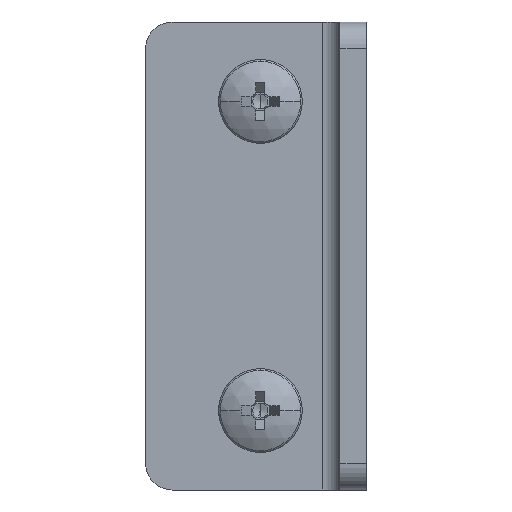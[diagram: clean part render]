
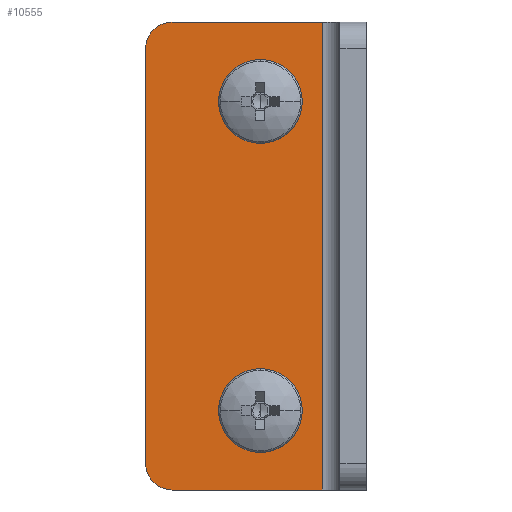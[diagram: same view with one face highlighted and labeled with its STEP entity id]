
A CAD part, left-side view. The second image highlights one B-rep face of the part: STEP entity #10555.
In plain terms, the highlighted face is planar.
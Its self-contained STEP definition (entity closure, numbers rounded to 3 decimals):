
#117 = CARTESIAN_POINT ( 'NONE',  ( 4.97, 3., -26.5 ) ) ;
#178 = DIRECTION ( 'NONE',  ( 0., 0., 1. ) ) ;
#600 = EDGE_CURVE ( 'NONE', #10936, #707, #2889, .T. ) ;
#646 = CARTESIAN_POINT ( 'NONE',  ( 22., 3., -26.5 ) ) ;
#707 = VERTEX_POINT ( 'NONE', #117 ) ;
#754 = CIRCLE ( 'NONE', #4100, 3. ) ;
#790 = DIRECTION ( 'NONE',  ( 1., 0., 0. ) ) ;
#801 = AXIS2_PLACEMENT_3D ( 'NONE', #8985, #2221, #4847 ) ;
#855 = VERTEX_POINT ( 'NONE', #7637 ) ;
#1230 = DIRECTION ( 'NONE',  ( 0., 0., 1. ) ) ;
#1336 = CARTESIAN_POINT ( 'NONE',  ( 22., 3., 26.5 ) ) ;
#1426 = EDGE_CURVE ( 'NONE', #10936, #10928, #8561, .T. ) ;
#1668 = AXIS2_PLACEMENT_3D ( 'NONE', #7167, #2997, #6392 ) ;
#1789 = CARTESIAN_POINT ( 'NONE',  ( 12., 3., 20.5 ) ) ;
#2053 = ORIENTED_EDGE ( 'NONE', *, *, #4643, .F. ) ;
#2115 = CARTESIAN_POINT ( 'NONE',  ( 4.97, 3., 26.5 ) ) ;
#2117 = VERTEX_POINT ( 'NONE', #7805 ) ;
#2221 = DIRECTION ( 'NONE',  ( 0., 1., 0. ) ) ;
#2236 = EDGE_CURVE ( 'NONE', #9588, #855, #754, .T. ) ;
#2297 = VERTEX_POINT ( 'NONE', #4683 ) ;
#2328 = DIRECTION ( 'NONE',  ( 0., 0., 1. ) ) ;
#2344 = ORIENTED_EDGE ( 'NONE', *, *, #2236, .F. ) ;
#2500 = ORIENTED_EDGE ( 'NONE', *, *, #9947, .F. ) ;
#2609 = DIRECTION ( 'NONE',  ( 0., 1., 0. ) ) ;
#2616 = VERTEX_POINT ( 'NONE', #1789 ) ;
#2719 = ORIENTED_EDGE ( 'NONE', *, *, #4054, .F. ) ;
#2871 = CIRCLE ( 'NONE', #11020, 3. ) ;
#2889 = LINE ( 'NONE', #8338, #8242 ) ;
#2997 = DIRECTION ( 'NONE',  ( 0., 1., 0. ) ) ;
#3512 = ORIENTED_EDGE ( 'NONE', *, *, #5305, .T. ) ;
#3652 = CARTESIAN_POINT ( 'NONE',  ( 12., 3., -20.5 ) ) ;
#3960 = CIRCLE ( 'NONE', #1668, 3. ) ;
#4054 = EDGE_CURVE ( 'NONE', #2616, #7987, #8914, .T. ) ;
#4100 = AXIS2_PLACEMENT_3D ( 'NONE', #8101, #7262, #1230 ) ;
#4129 = DIRECTION ( 'NONE',  ( 0., 1., 0. ) ) ;
#4321 = VECTOR ( 'NONE', #4931, 1000. ) ;
#4438 = FACE_BOUND ( 'NONE', #5749, .T. ) ;
#4643 = EDGE_CURVE ( 'NONE', #855, #9588, #3960, .T. ) ;
#4683 = CARTESIAN_POINT ( 'NONE',  ( 25., 3., -23.5 ) ) ;
#4847 = DIRECTION ( 'NONE',  ( 0., 0., 1. ) ) ;
#4931 = DIRECTION ( 'NONE',  ( 1., 0., 0. ) ) ;
#5145 = VECTOR ( 'NONE', #7599, 1000. ) ;
#5241 = FACE_BOUND ( 'NONE', #7443, .T. ) ;
#5305 = EDGE_CURVE ( 'NONE', #2117, #2297, #8086, .T. ) ;
#5384 = EDGE_CURVE ( 'NONE', #2297, #7216, #2871, .T. ) ;
#5453 = AXIS2_PLACEMENT_3D ( 'NONE', #6729, #4129, #2328 ) ;
#5668 = ORIENTED_EDGE ( 'NONE', *, *, #5384, .T. ) ;
#5749 = EDGE_LOOP ( 'NONE', ( #2719, #6086 ) ) ;
#5962 = CARTESIAN_POINT ( 'NONE',  ( 0., 3., 26.5 ) ) ;
#6086 = ORIENTED_EDGE ( 'NONE', *, *, #9666, .F. ) ;
#6107 = CARTESIAN_POINT ( 'NONE',  ( 12., 3., 17.5 ) ) ;
#6228 = DIRECTION ( 'NONE',  ( 0., 0., 1. ) ) ;
#6392 = DIRECTION ( 'NONE',  ( 0., 0., 1. ) ) ;
#6715 = CIRCLE ( 'NONE', #801, 3. ) ;
#6729 = CARTESIAN_POINT ( 'NONE',  ( 0., 3., 26.5 ) ) ;
#6755 = LINE ( 'NONE', #8364, #4321 ) ;
#7167 = CARTESIAN_POINT ( 'NONE',  ( 12., 3., -17.5 ) ) ;
#7191 = DIRECTION ( 'NONE',  ( 0., 0., 1. ) ) ;
#7216 = VERTEX_POINT ( 'NONE', #646 ) ;
#7262 = DIRECTION ( 'NONE',  ( 0., 1., 0. ) ) ;
#7317 = ORIENTED_EDGE ( 'NONE', *, *, #1426, .T. ) ;
#7378 = VECTOR ( 'NONE', #790, 1000. ) ;
#7443 = EDGE_LOOP ( 'NONE', ( #2053, #2344 ) ) ;
#7517 = FACE_OUTER_BOUND ( 'NONE', #7535, .T. ) ;
#7523 = DIRECTION ( 'NONE',  ( 0., 0., -1. ) ) ;
#7535 = EDGE_LOOP ( 'NONE', ( #3512, #5668, #2500, #7808, #7317, #9697 ) ) ;
#7599 = DIRECTION ( 'NONE',  ( 0., 0., -1. ) ) ;
#7637 = CARTESIAN_POINT ( 'NONE',  ( 12., 3., -14.5 ) ) ;
#7805 = CARTESIAN_POINT ( 'NONE',  ( 25., 3., 23.5 ) ) ;
#7808 = ORIENTED_EDGE ( 'NONE', *, *, #600, .F. ) ;
#7863 = AXIS2_PLACEMENT_3D ( 'NONE', #10567, #7892, #6228 ) ;
#7892 = DIRECTION ( 'NONE',  ( 0., 1., 0. ) ) ;
#7987 = VERTEX_POINT ( 'NONE', #9604 ) ;
#8086 = LINE ( 'NONE', #9165, #5145 ) ;
#8101 = CARTESIAN_POINT ( 'NONE',  ( 12., 3., -17.5 ) ) ;
#8242 = VECTOR ( 'NONE', #7523, 1000. ) ;
#8338 = CARTESIAN_POINT ( 'NONE',  ( 4.97, 3., 26.5 ) ) ;
#8364 = CARTESIAN_POINT ( 'NONE',  ( 0., 3., -26.5 ) ) ;
#8561 = LINE ( 'NONE', #5962, #7378 ) ;
#8769 = DIRECTION ( 'NONE',  ( 0., 1., 0. ) ) ;
#8842 = EDGE_CURVE ( 'NONE', #10928, #2117, #6715, .T. ) ;
#8914 = CIRCLE ( 'NONE', #9560, 3. ) ;
#8985 = CARTESIAN_POINT ( 'NONE',  ( 22., 3., 23.5 ) ) ;
#9165 = CARTESIAN_POINT ( 'NONE',  ( 25., 3., 26.5 ) ) ;
#9560 = AXIS2_PLACEMENT_3D ( 'NONE', #6107, #8769, #178 ) ;
#9588 = VERTEX_POINT ( 'NONE', #3652 ) ;
#9604 = CARTESIAN_POINT ( 'NONE',  ( 12., 3., 14.5 ) ) ;
#9666 = EDGE_CURVE ( 'NONE', #7987, #2616, #11022, .T. ) ;
#9697 = ORIENTED_EDGE ( 'NONE', *, *, #8842, .T. ) ;
#9947 = EDGE_CURVE ( 'NONE', #707, #7216, #6755, .T. ) ;
#10210 = CARTESIAN_POINT ( 'NONE',  ( 22., 3., -23.5 ) ) ;
#10555 = ADVANCED_FACE ( 'NONE', ( #4438, #5241, #7517 ), #10853, .T. ) ;
#10567 = CARTESIAN_POINT ( 'NONE',  ( 12., 3., 17.5 ) ) ;
#10853 = PLANE ( 'NONE',  #5453 ) ;
#10928 = VERTEX_POINT ( 'NONE', #1336 ) ;
#10936 = VERTEX_POINT ( 'NONE', #2115 ) ;
#11020 = AXIS2_PLACEMENT_3D ( 'NONE', #10210, #2609, #7191 ) ;
#11022 = CIRCLE ( 'NONE', #7863, 3. ) ;
